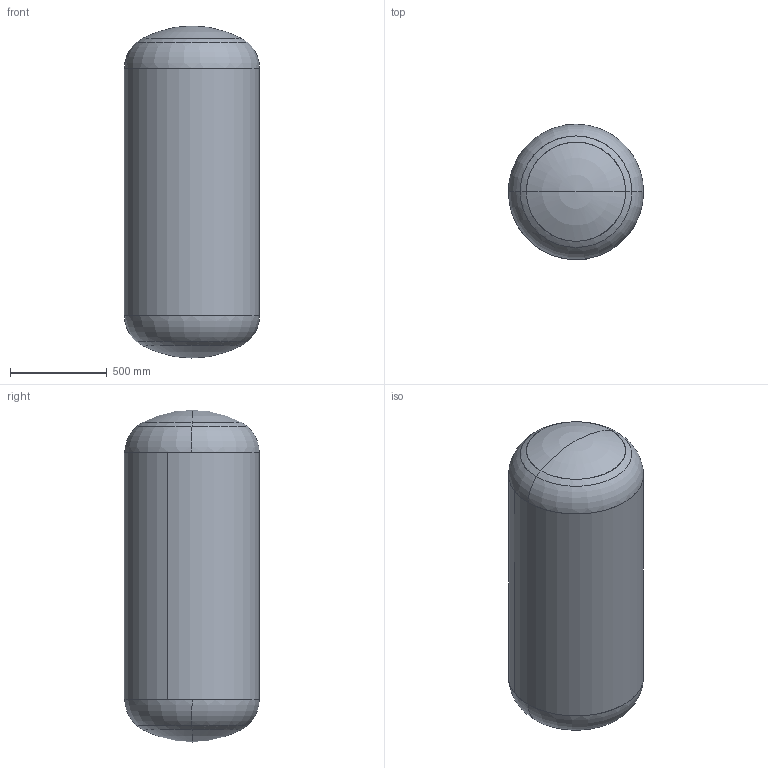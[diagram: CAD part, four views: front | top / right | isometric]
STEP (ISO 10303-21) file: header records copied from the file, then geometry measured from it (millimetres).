
FILE_DESCRIPTION(('STEP AP214'),'1');
FILE_NAME('TANK2.stp','2023-10-19T11:31:49',(' '),(' '),'Spatial InterOp 3D',' ',' ');
FILE_SCHEMA(('AUTOMOTIVE_DESIGN { 1 0 10303 214 1 1 1 1 }'));
Length unit declared in the file: metre
Products named in the file (3): TEST; _m0_; TANK2
Assembly tree (2 placements, depth 3):
  TANK2
    TEST
      _m0_
Bounding box: 700 x 700 x 1720 mm (x, y, z)
Volume: 609188288.3 mm3; surface area: 14195973.3 mm2
Topology: 12 solids, 12 shells, 58 faces, 127 edges, 83 vertices
Faces by surface type: plane 20, sphere 16, torus 16, cylinder 6
Entity records: 1768 total; most frequent: DIRECTION 348, CARTESIAN_POINT 260, ORIENTED_EDGE 230, AXIS2_PLACEMENT_3D 171, EDGE_CURVE 115, CIRCLE 109, VERTEX_POINT 83, EDGE_LOOP 70
